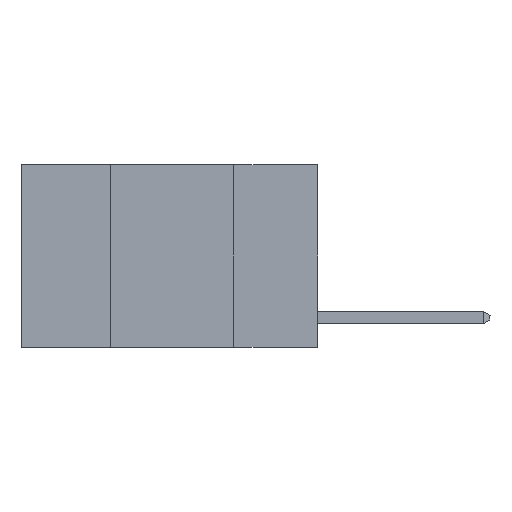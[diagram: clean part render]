
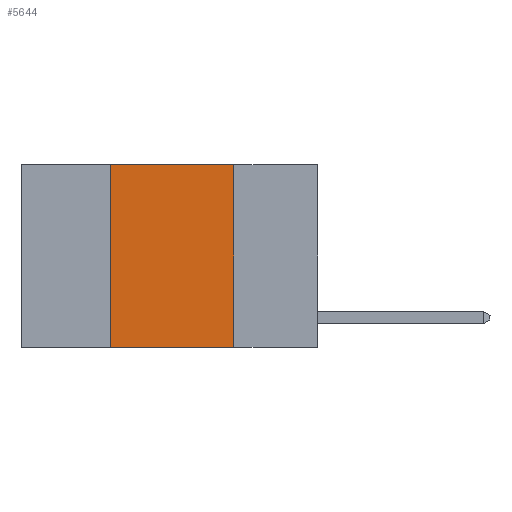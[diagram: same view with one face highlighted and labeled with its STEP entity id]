
A CAD part, left-side view. The second image highlights one B-rep face of the part: STEP entity #5644.
In plain terms, the highlighted planar face has unit normal (-1, 0, 0).
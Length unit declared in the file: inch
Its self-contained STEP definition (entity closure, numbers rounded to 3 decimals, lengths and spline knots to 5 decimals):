
#224 = EDGE_CURVE ( 'NONE', #10030, #21807, #6255, .T. ) ;
#1905 = EDGE_CURVE ( 'NONE', #10030, #18702, #2777, .T. ) ;
#2777 = LINE ( 'NONE', #8685, #17394 ) ;
#2961 = CARTESIAN_POINT ( 'NONE',  ( 0., 0.42, 0. ) ) ;
#2993 = ORIENTED_EDGE ( 'NONE', *, *, #224, .F. ) ;
#3454 = EDGE_CURVE ( 'NONE', #21807, #22596, #12451, .T. ) ;
#4634 = ORIENTED_EDGE ( 'NONE', *, *, #1905, .T. ) ;
#5242 = EDGE_CURVE ( 'NONE', #22596, #18702, #7985, .T. ) ;
#5644 = ADVANCED_FACE ( 'NONE', ( #13147 ), #17375, .F. ) ;
#5946 = DIRECTION ( 'NONE',  ( 0., -1., 0. ) ) ;
#6255 = LINE ( 'NONE', #19853, #15608 ) ;
#7751 = ORIENTED_EDGE ( 'NONE', *, *, #5242, .F. ) ;
#7985 = LINE ( 'NONE', #19332, #21289 ) ;
#8685 = CARTESIAN_POINT ( 'NONE',  ( 0., 0.6, -0.37 ) ) ;
#9528 = CARTESIAN_POINT ( 'NONE',  ( 0., 0.6, 0. ) ) ;
#10030 = VERTEX_POINT ( 'NONE', #18120 ) ;
#10421 = DIRECTION ( 'NONE',  ( 0., 0., 1. ) ) ;
#11339 = AXIS2_PLACEMENT_3D ( 'NONE', #15659, #22535, #19095 ) ;
#12451 = LINE ( 'NONE', #9528, #13539 ) ;
#13147 = FACE_OUTER_BOUND ( 'NONE', #13446, .T. ) ;
#13446 = EDGE_LOOP ( 'NONE', ( #7751, #19410, #2993, #4634 ) ) ;
#13539 = VECTOR ( 'NONE', #5946, 39.37008 ) ;
#13838 = CARTESIAN_POINT ( 'NONE',  ( 0., 0.17, -0.37 ) ) ;
#14228 = DIRECTION ( 'NONE',  ( 0., 0., -1. ) ) ;
#15546 = CARTESIAN_POINT ( 'NONE',  ( 0., 0.17, 0. ) ) ;
#15608 = VECTOR ( 'NONE', #10421, 39.37008 ) ;
#15659 = CARTESIAN_POINT ( 'NONE',  ( 0., 0.6, 0. ) ) ;
#17375 = PLANE ( 'NONE',  #11339 ) ;
#17394 = VECTOR ( 'NONE', #19058, 39.37008 ) ;
#18120 = CARTESIAN_POINT ( 'NONE',  ( 0., 0.42, -0.37 ) ) ;
#18702 = VERTEX_POINT ( 'NONE', #13838 ) ;
#19058 = DIRECTION ( 'NONE',  ( 0., -1., 0. ) ) ;
#19095 = DIRECTION ( 'NONE',  ( 0., 0., -1. ) ) ;
#19332 = CARTESIAN_POINT ( 'NONE',  ( 0., 0.17, 0. ) ) ;
#19410 = ORIENTED_EDGE ( 'NONE', *, *, #3454, .F. ) ;
#19853 = CARTESIAN_POINT ( 'NONE',  ( 0., 0.42, 0. ) ) ;
#21289 = VECTOR ( 'NONE', #14228, 39.37008 ) ;
#21807 = VERTEX_POINT ( 'NONE', #2961 ) ;
#22535 = DIRECTION ( 'NONE',  ( 1., 0., 0. ) ) ;
#22596 = VERTEX_POINT ( 'NONE', #15546 ) ;
